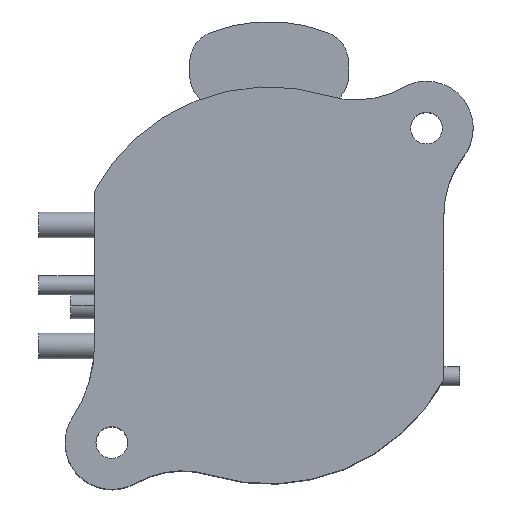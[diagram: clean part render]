
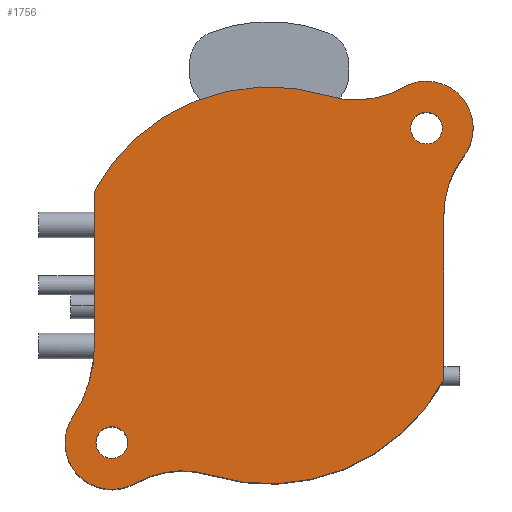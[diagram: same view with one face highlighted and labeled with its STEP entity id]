
A CAD part, top view. The second image highlights one B-rep face of the part: STEP entity #1756.
In plain terms, the highlighted planar face has unit normal (0, 0, 1).
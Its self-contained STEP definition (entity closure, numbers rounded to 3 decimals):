
#372=CARTESIAN_POINT('',(9.9,9.9,20.));
#373=DIRECTION('',(0.,0.,-1.));
#374=DIRECTION('',(1.,0.,0.));
#375=AXIS2_PLACEMENT_3D('',#372,#373,#374);
#380=CARTESIAN_POINT('',(9.9,9.9,20.));
#381=DIRECTION('',(0.,0.,-1.));
#382=DIRECTION('',(-1.,0.,0.));
#383=AXIS2_PLACEMENT_3D('',#380,#381,#382);
#388=CARTESIAN_POINT('',(-9.9,-9.9,20.));
#389=DIRECTION('',(0.,0.,-1.));
#390=DIRECTION('',(1.,0.,0.));
#391=AXIS2_PLACEMENT_3D('',#388,#389,#390);
#396=CARTESIAN_POINT('',(-9.9,-9.9,20.));
#397=DIRECTION('',(0.,0.,-1.));
#398=DIRECTION('',(-1.,0.,0.));
#399=AXIS2_PLACEMENT_3D('',#396,#397,#398);
#404=DIRECTION('',(0.,-1.,0.));
#405=VECTOR('',#404,9.747);
#406=CARTESIAN_POINT('',(-11.,5.937,20.));
#407=LINE('',#406,#405);
#411=CARTESIAN_POINT('',(0.,0.,20.));
#412=DIRECTION('',(0.,0.,1.));
#413=DIRECTION('',(0.295,0.955,0.));
#414=AXIS2_PLACEMENT_3D('',#411,#412,#413);
#419=CARTESIAN_POINT('',(5.466,17.674,20.));
#420=DIRECTION('',(0.,0.,-1.));
#421=DIRECTION('',(0.495,-0.869,0.));
#422=AXIS2_PLACEMENT_3D('',#419,#420,#421);
#427=CARTESIAN_POINT('',(9.9,9.9,20.));
#428=DIRECTION('',(0.,0.,1.));
#429=DIRECTION('',(0.793,-0.609,0.));
#430=AXIS2_PLACEMENT_3D('',#427,#428,#429);
#435=CARTESIAN_POINT('',(17.,4.451,20.));
#436=DIRECTION('',(0.,0.,-1.));
#437=DIRECTION('',(-1.,0.,0.));
#438=AXIS2_PLACEMENT_3D('',#435,#436,#437);
#443=DIRECTION('',(0.,1.,0.));
#444=VECTOR('',#443,10.388);
#445=CARTESIAN_POINT('',(11.,-5.937,20.));
#446=LINE('',#445,#444);
#450=CARTESIAN_POINT('',(0.,0.,20.));
#451=DIRECTION('',(0.,0.,1.));
#452=DIRECTION('',(-0.295,-0.955,0.));
#453=AXIS2_PLACEMENT_3D('',#450,#451,#452);
#458=CARTESIAN_POINT('',(-5.466,-17.674,20.));
#459=DIRECTION('',(0.,0.,-1.));
#460=DIRECTION('',(-0.495,0.869,0.));
#461=AXIS2_PLACEMENT_3D('',#458,#459,#460);
#466=CARTESIAN_POINT('',(-9.9,-9.9,20.));
#467=DIRECTION('',(0.,0.,1.));
#468=DIRECTION('',(-0.831,0.556,0.));
#469=AXIS2_PLACEMENT_3D('',#466,#467,#468);
#474=CARTESIAN_POINT('',(-19.,-3.81,20.));
#475=DIRECTION('',(0.,0.,-1.));
#476=DIRECTION('',(1.,0.,0.));
#477=AXIS2_PLACEMENT_3D('',#474,#475,#476);
#1440=CARTESIAN_POINT('',(-11.,5.937,20.));
#1441=CARTESIAN_POINT('',(-11.,-3.81,20.));
#1442=VERTEX_POINT('',#1440);
#1443=VERTEX_POINT('',#1441);
#1444=CARTESIAN_POINT('',(-12.352,-8.259,20.));
#1445=CARTESIAN_POINT('',(-8.438,-12.462,20.));
#1446=VERTEX_POINT('',#1444);
#1447=VERTEX_POINT('',#1445);
#1448=CARTESIAN_POINT('',(11.,-5.937,20.));
#1449=CARTESIAN_POINT('',(11.,4.451,20.));
#1450=VERTEX_POINT('',#1448);
#1451=VERTEX_POINT('',#1449);
#1452=CARTESIAN_POINT('',(12.24,8.104,20.));
#1453=CARTESIAN_POINT('',(8.438,12.462,20.));
#1454=VERTEX_POINT('',#1452);
#1455=VERTEX_POINT('',#1453);
#1456=CARTESIAN_POINT('',(3.693,11.942,20.));
#1457=VERTEX_POINT('',#1456);
#1466=CARTESIAN_POINT('',(10.9,9.9,20.));
#1467=CARTESIAN_POINT('',(8.9,9.9,20.));
#1468=VERTEX_POINT('',#1466);
#1469=VERTEX_POINT('',#1467);
#1470=CARTESIAN_POINT('',(-8.9,-9.9,20.));
#1471=CARTESIAN_POINT('',(-10.9,-9.9,20.));
#1472=VERTEX_POINT('',#1470);
#1473=VERTEX_POINT('',#1471);
#1610=CARTESIAN_POINT('',(-3.693,-11.942,20.));
#1611=VERTEX_POINT('',#1610);
#1719=CARTESIAN_POINT('',(0.,0.,20.));
#1720=DIRECTION('',(0.,0.,1.));
#1721=DIRECTION('',(1.,0.,0.));
#1722=AXIS2_PLACEMENT_3D('',#1719,#1720,#1721);
#1723=PLANE('',#1722);
#1725=ORIENTED_EDGE('',*,*,#1724,.F.);
#1727=ORIENTED_EDGE('',*,*,#1726,.F.);
#1729=ORIENTED_EDGE('',*,*,#1728,.F.);
#1731=ORIENTED_EDGE('',*,*,#1730,.F.);
#1733=ORIENTED_EDGE('',*,*,#1732,.F.);
#1735=ORIENTED_EDGE('',*,*,#1734,.F.);
#1737=ORIENTED_EDGE('',*,*,#1736,.F.);
#1739=ORIENTED_EDGE('',*,*,#1738,.F.);
#1741=ORIENTED_EDGE('',*,*,#1740,.F.);
#1743=ORIENTED_EDGE('',*,*,#1742,.F.);
#1744=EDGE_LOOP('',(#1725,#1727,#1729,#1731,#1733,#1735,#1737,#1739,#1741,
#1743));
#1745=FACE_OUTER_BOUND('',#1744,.F.);
#1747=ORIENTED_EDGE('',*,*,#1746,.F.);
#1749=ORIENTED_EDGE('',*,*,#1748,.F.);
#1750=EDGE_LOOP('',(#1747,#1749));
#1751=FACE_BOUND('',#1750,.F.);
#1752=ORIENTED_EDGE('',*,*,#1699,.F.);
#1753=ORIENTED_EDGE('',*,*,#1713,.F.);
#1754=EDGE_LOOP('',(#1752,#1753));
#1755=FACE_BOUND('',#1754,.F.);
#376=CIRCLE('',#375,1.);
#384=CIRCLE('',#383,1.);
#392=CIRCLE('',#391,1.);
#400=CIRCLE('',#399,1.);
#415=CIRCLE('',#414,12.5);
#423=CIRCLE('',#422,6.);
#431=CIRCLE('',#430,2.95);
#439=CIRCLE('',#438,6.);
#454=CIRCLE('',#453,12.5);
#462=CIRCLE('',#461,6.);
#470=CIRCLE('',#469,2.95);
#478=CIRCLE('',#477,8.);
#1699=EDGE_CURVE('',#1468,#1469,#376,.T.);
#1713=EDGE_CURVE('',#1469,#1468,#384,.T.);
#1724=EDGE_CURVE('',#1442,#1443,#407,.T.);
#1726=EDGE_CURVE('',#1457,#1442,#415,.T.);
#1728=EDGE_CURVE('',#1455,#1457,#423,.T.);
#1730=EDGE_CURVE('',#1454,#1455,#431,.T.);
#1732=EDGE_CURVE('',#1451,#1454,#439,.T.);
#1734=EDGE_CURVE('',#1450,#1451,#446,.T.);
#1736=EDGE_CURVE('',#1611,#1450,#454,.T.);
#1738=EDGE_CURVE('',#1447,#1611,#462,.T.);
#1740=EDGE_CURVE('',#1446,#1447,#470,.T.);
#1742=EDGE_CURVE('',#1443,#1446,#478,.T.);
#1746=EDGE_CURVE('',#1472,#1473,#392,.T.);
#1748=EDGE_CURVE('',#1473,#1472,#400,.T.);
#1756=ADVANCED_FACE('',(#1745,#1751,#1755),#1723,.T.);
